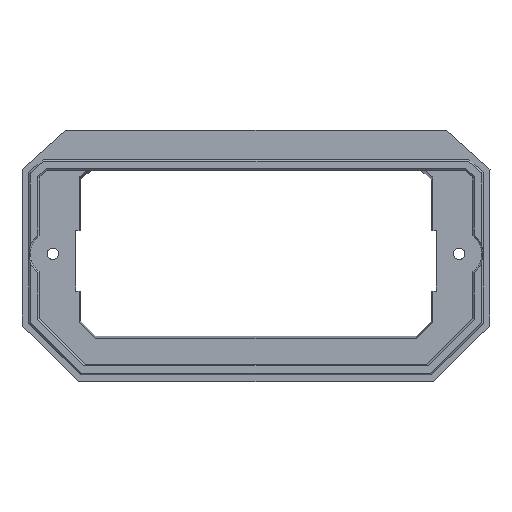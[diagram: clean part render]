
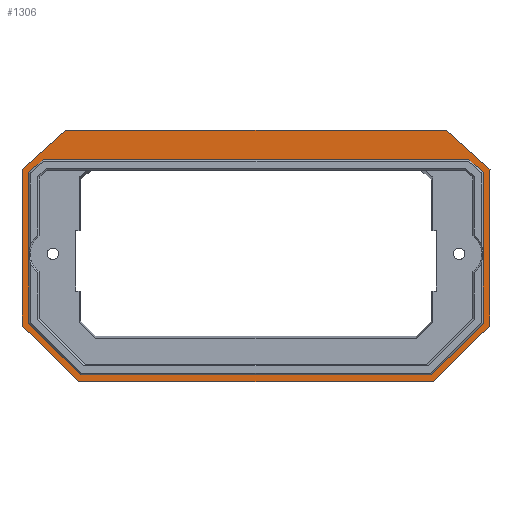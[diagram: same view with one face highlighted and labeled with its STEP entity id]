
A CAD part, front view. The second image highlights one B-rep face of the part: STEP entity #1306.
In plain terms, the highlighted planar face has unit normal (0, -1, 0).
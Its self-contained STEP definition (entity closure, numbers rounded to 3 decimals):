
#26=FACE_BOUND('',#192,.T.);
#115=FACE_OUTER_BOUND('',#191,.T.);
#191=EDGE_LOOP('',(#1088,#1089,#1090,#1091,#1092,#1093,#1094,#1095,#1096,
#1097));
#192=EDGE_LOOP('',(#1098,#1099,#1100,#1101,#1102,#1103,#1104,#1105));
#251=B_SPLINE_CURVE_WITH_KNOTS('',3,(#2205,#2206,#2207,#2208,#2209,#2210),
 .UNSPECIFIED.,.F.,.F.,(4,2,4),(-2.207,-1.104,0.),
 .UNSPECIFIED.);
#252=B_SPLINE_CURVE_WITH_KNOTS('',3,(#2212,#2213,#2214,#2215,#2216,#2217),
 .UNSPECIFIED.,.F.,.F.,(4,2,4),(-0.82,-0.41,0.),
 .UNSPECIFIED.);
#253=B_SPLINE_CURVE_WITH_KNOTS('',3,(#2219,#2220,#2221,#2222,#2223,#2224),
 .UNSPECIFIED.,.F.,.F.,(4,2,4),(-2.684,-1.342,0.),
 .UNSPECIFIED.);
#254=B_SPLINE_CURVE_WITH_KNOTS('',3,(#2226,#2227,#2228,#2229,#2230,#2231),
 .UNSPECIFIED.,.F.,.F.,(4,2,4),(-2.684,-1.342,0.),
 .UNSPECIFIED.);
#255=B_SPLINE_CURVE_WITH_KNOTS('',3,(#2233,#2234,#2235,#2236,#2237,#2238),
 .UNSPECIFIED.,.F.,.F.,(4,2,4),(-0.82,-0.41,0.),
 .UNSPECIFIED.);
#256=B_SPLINE_CURVE_WITH_KNOTS('',3,(#2240,#2241,#2242,#2243,#2244,#2245),
 .UNSPECIFIED.,.F.,.F.,(4,2,4),(-2.207,-1.104,0.),
 .UNSPECIFIED.);
#257=B_SPLINE_CURVE_WITH_KNOTS('',3,(#2247,#2248,#2249,#2250,#2251,#2252),
 .UNSPECIFIED.,.F.,.F.,(4,2,4),(-1.113,-0.556,0.),
 .UNSPECIFIED.);
#258=B_SPLINE_CURVE_WITH_KNOTS('',3,(#2254,#2255,#2256,#2257,#2258,#2259),
 .UNSPECIFIED.,.F.,.F.,(4,2,4),(-2.503,-1.252,0.),
 .UNSPECIFIED.);
#259=B_SPLINE_CURVE_WITH_KNOTS('',3,(#2261,#2262,#2263,#2264,#2265,#2266),
 .UNSPECIFIED.,.F.,.F.,(4,2,4),(-2.503,-1.252,0.),
 .UNSPECIFIED.);
#260=B_SPLINE_CURVE_WITH_KNOTS('',3,(#2267,#2268,#2269,#2270,#2271,#2272),
 .UNSPECIFIED.,.F.,.F.,(4,2,4),(-1.113,-0.556,0.),
 .UNSPECIFIED.);
#308=LINE('',#1944,#420);
#311=LINE('',#1949,#423);
#313=LINE('',#1953,#425);
#331=LINE('',#1996,#443);
#333=LINE('',#2000,#445);
#335=LINE('',#2004,#447);
#337=LINE('',#2008,#449);
#338=LINE('',#2010,#450);
#420=VECTOR('',#1460,10.);
#423=VECTOR('',#1465,10.);
#425=VECTOR('',#1469,10.);
#443=VECTOR('',#1499,10.);
#445=VECTOR('',#1503,10.);
#447=VECTOR('',#1507,10.);
#449=VECTOR('',#1511,10.);
#450=VECTOR('',#1514,10.);
#552=VERTEX_POINT('',#1941);
#553=VERTEX_POINT('',#1943);
#554=VERTEX_POINT('',#1947);
#555=VERTEX_POINT('',#1951);
#568=VERTEX_POINT('',#1994);
#569=VERTEX_POINT('',#1998);
#570=VERTEX_POINT('',#2002);
#571=VERTEX_POINT('',#2006);
#610=VERTEX_POINT('',#2203);
#611=VERTEX_POINT('',#2204);
#612=VERTEX_POINT('',#2211);
#613=VERTEX_POINT('',#2218);
#614=VERTEX_POINT('',#2225);
#615=VERTEX_POINT('',#2232);
#616=VERTEX_POINT('',#2239);
#617=VERTEX_POINT('',#2246);
#618=VERTEX_POINT('',#2253);
#619=VERTEX_POINT('',#2260);
#686=EDGE_CURVE('',#553,#552,#308,.F.);
#689=EDGE_CURVE('',#552,#554,#311,.F.);
#691=EDGE_CURVE('',#554,#555,#313,.F.);
#711=EDGE_CURVE('',#555,#568,#331,.F.);
#713=EDGE_CURVE('',#568,#569,#333,.F.);
#715=EDGE_CURVE('',#569,#570,#335,.F.);
#717=EDGE_CURVE('',#570,#571,#337,.F.);
#718=EDGE_CURVE('',#571,#553,#338,.F.);
#786=EDGE_CURVE('',#610,#611,#251,.T.);
#787=EDGE_CURVE('',#612,#610,#252,.T.);
#788=EDGE_CURVE('',#613,#612,#253,.T.);
#789=EDGE_CURVE('',#614,#613,#254,.T.);
#790=EDGE_CURVE('',#615,#614,#255,.T.);
#791=EDGE_CURVE('',#616,#615,#256,.T.);
#792=EDGE_CURVE('',#617,#616,#257,.T.);
#793=EDGE_CURVE('',#618,#617,#258,.T.);
#794=EDGE_CURVE('',#619,#618,#259,.T.);
#795=EDGE_CURVE('',#611,#619,#260,.T.);
#1088=ORIENTED_EDGE('',*,*,#786,.F.);
#1089=ORIENTED_EDGE('',*,*,#787,.F.);
#1090=ORIENTED_EDGE('',*,*,#788,.F.);
#1091=ORIENTED_EDGE('',*,*,#789,.F.);
#1092=ORIENTED_EDGE('',*,*,#790,.F.);
#1093=ORIENTED_EDGE('',*,*,#791,.F.);
#1094=ORIENTED_EDGE('',*,*,#792,.F.);
#1095=ORIENTED_EDGE('',*,*,#793,.F.);
#1096=ORIENTED_EDGE('',*,*,#794,.F.);
#1097=ORIENTED_EDGE('',*,*,#795,.F.);
#1098=ORIENTED_EDGE('',*,*,#715,.T.);
#1099=ORIENTED_EDGE('',*,*,#717,.T.);
#1100=ORIENTED_EDGE('',*,*,#718,.T.);
#1101=ORIENTED_EDGE('',*,*,#686,.T.);
#1102=ORIENTED_EDGE('',*,*,#689,.T.);
#1103=ORIENTED_EDGE('',*,*,#691,.T.);
#1104=ORIENTED_EDGE('',*,*,#711,.T.);
#1105=ORIENTED_EDGE('',*,*,#713,.T.);
#1250=PLANE('',#1398);
#1306=ADVANCED_FACE('',(#115,#26),#1250,.F.);
#1398=AXIS2_PLACEMENT_3D('',#2202,#1634,#1635);
#1460=DIRECTION('',(0.711,0.,0.703));
#1465=DIRECTION('',(1.,0.,0.));
#1469=DIRECTION('',(0.711,0.,-0.703));
#1499=DIRECTION('',(0.,0.,-1.));
#1503=DIRECTION('',(-0.757,0.,-0.653));
#1507=DIRECTION('',(-1.,0.,0.));
#1511=DIRECTION('',(-0.757,0.,0.653));
#1514=DIRECTION('',(0.,0.,1.));
#1634=DIRECTION('center_axis',(0.,1.,0.));
#1635=DIRECTION('ref_axis',(0.,0.,1.));
#1941=CARTESIAN_POINT('',(24.641,232.6,-21.043));
#1943=CARTESIAN_POINT('',(31.995,232.6,-13.774));
#1944=CARTESIAN_POINT('',(23.006,232.6,-22.66));
#1947=CARTESIAN_POINT('',(-24.641,232.6,-21.043));
#1949=CARTESIAN_POINT('',(-12.351,232.6,-21.043));
#1951=CARTESIAN_POINT('',(-31.995,232.6,-13.774));
#1953=CARTESIAN_POINT('',(-26.727,232.6,-18.981));
#1994=CARTESIAN_POINT('',(-31.995,232.6,7.485));
#1996=CARTESIAN_POINT('',(-31.995,232.6,2.493));
#1998=CARTESIAN_POINT('',(-29.973,232.6,9.23));
#2000=CARTESIAN_POINT('',(-24.282,232.6,14.143));
#2002=CARTESIAN_POINT('',(29.973,232.6,9.23));
#2004=CARTESIAN_POINT('',(15.014,232.6,9.23));
#2006=CARTESIAN_POINT('',(31.995,232.6,7.485));
#2008=CARTESIAN_POINT('',(25.34,232.6,13.229));
#2010=CARTESIAN_POINT('',(31.995,232.6,-8.202));
#2202=CARTESIAN_POINT('Origin',(0.,232.6,-2.568));
#2203=CARTESIAN_POINT('',(32.945,232.6,7.904));
#2204=CARTESIAN_POINT('',(32.945,232.6,-14.169));
#2205=CARTESIAN_POINT('Ctrl Pts',(32.945,232.6,7.904));
#2206=CARTESIAN_POINT('Ctrl Pts',(32.945,232.6,4.225));
#2207=CARTESIAN_POINT('Ctrl Pts',(32.945,232.6,0.546));
#2208=CARTESIAN_POINT('Ctrl Pts',(32.945,232.6,-6.812));
#2209=CARTESIAN_POINT('Ctrl Pts',(32.945,232.6,-10.491));
#2210=CARTESIAN_POINT('Ctrl Pts',(32.945,232.6,-14.169));
#2211=CARTESIAN_POINT('',(26.845,232.6,13.38));
#2212=CARTESIAN_POINT('Ctrl Pts',(26.845,232.6,13.38));
#2213=CARTESIAN_POINT('Ctrl Pts',(27.862,232.6,12.467));
#2214=CARTESIAN_POINT('Ctrl Pts',(28.878,232.6,11.555));
#2215=CARTESIAN_POINT('Ctrl Pts',(30.912,232.6,9.729));
#2216=CARTESIAN_POINT('Ctrl Pts',(31.929,232.6,8.817));
#2217=CARTESIAN_POINT('Ctrl Pts',(32.945,232.6,7.904));
#2218=CARTESIAN_POINT('',(0.,232.6,13.38));
#2219=CARTESIAN_POINT('Ctrl Pts',(0.,232.6,13.38));
#2220=CARTESIAN_POINT('Ctrl Pts',(4.474,232.6,13.38));
#2221=CARTESIAN_POINT('Ctrl Pts',(8.948,232.6,13.38));
#2222=CARTESIAN_POINT('Ctrl Pts',(17.897,232.6,13.38));
#2223=CARTESIAN_POINT('Ctrl Pts',(22.371,232.6,13.38));
#2224=CARTESIAN_POINT('Ctrl Pts',(26.845,232.6,13.38));
#2225=CARTESIAN_POINT('',(-26.845,232.6,13.38));
#2226=CARTESIAN_POINT('Ctrl Pts',(-26.845,232.6,13.38));
#2227=CARTESIAN_POINT('Ctrl Pts',(-22.371,232.6,13.38));
#2228=CARTESIAN_POINT('Ctrl Pts',(-17.897,232.6,13.38));
#2229=CARTESIAN_POINT('Ctrl Pts',(-8.948,232.6,13.38));
#2230=CARTESIAN_POINT('Ctrl Pts',(-4.474,232.6,13.38));
#2231=CARTESIAN_POINT('Ctrl Pts',(0.,232.6,13.38));
#2232=CARTESIAN_POINT('',(-32.945,232.6,7.904));
#2233=CARTESIAN_POINT('Ctrl Pts',(-32.945,232.6,7.904));
#2234=CARTESIAN_POINT('Ctrl Pts',(-31.929,232.6,8.817));
#2235=CARTESIAN_POINT('Ctrl Pts',(-30.912,232.6,9.729));
#2236=CARTESIAN_POINT('Ctrl Pts',(-28.878,232.6,11.555));
#2237=CARTESIAN_POINT('Ctrl Pts',(-27.862,232.6,12.467));
#2238=CARTESIAN_POINT('Ctrl Pts',(-26.845,232.6,13.38));
#2239=CARTESIAN_POINT('',(-32.945,232.6,-14.169));
#2240=CARTESIAN_POINT('Ctrl Pts',(-32.945,232.6,-14.169));
#2241=CARTESIAN_POINT('Ctrl Pts',(-32.945,232.6,-10.491));
#2242=CARTESIAN_POINT('Ctrl Pts',(-32.945,232.6,-6.812));
#2243=CARTESIAN_POINT('Ctrl Pts',(-32.945,232.6,0.546));
#2244=CARTESIAN_POINT('Ctrl Pts',(-32.945,232.6,4.225));
#2245=CARTESIAN_POINT('Ctrl Pts',(-32.945,232.6,7.904));
#2246=CARTESIAN_POINT('',(-25.033,232.6,-21.993));
#2247=CARTESIAN_POINT('Ctrl Pts',(-25.033,232.6,-21.993));
#2248=CARTESIAN_POINT('Ctrl Pts',(-26.351,232.6,-20.689));
#2249=CARTESIAN_POINT('Ctrl Pts',(-27.67,232.6,-19.385));
#2250=CARTESIAN_POINT('Ctrl Pts',(-30.308,232.6,-16.777));
#2251=CARTESIAN_POINT('Ctrl Pts',(-31.626,232.6,-15.473));
#2252=CARTESIAN_POINT('Ctrl Pts',(-32.945,232.6,-14.169));
#2253=CARTESIAN_POINT('',(0.,232.6,-21.993));
#2254=CARTESIAN_POINT('Ctrl Pts',(0.,232.6,-21.993));
#2255=CARTESIAN_POINT('Ctrl Pts',(-4.172,232.6,-21.993));
#2256=CARTESIAN_POINT('Ctrl Pts',(-8.344,232.6,-21.993));
#2257=CARTESIAN_POINT('Ctrl Pts',(-16.688,232.6,-21.993));
#2258=CARTESIAN_POINT('Ctrl Pts',(-20.861,232.6,-21.993));
#2259=CARTESIAN_POINT('Ctrl Pts',(-25.033,232.6,-21.993));
#2260=CARTESIAN_POINT('',(25.033,232.6,-21.993));
#2261=CARTESIAN_POINT('Ctrl Pts',(25.033,232.6,-21.993));
#2262=CARTESIAN_POINT('Ctrl Pts',(20.861,232.6,-21.993));
#2263=CARTESIAN_POINT('Ctrl Pts',(16.688,232.6,-21.993));
#2264=CARTESIAN_POINT('Ctrl Pts',(8.344,232.6,-21.993));
#2265=CARTESIAN_POINT('Ctrl Pts',(4.172,232.6,-21.993));
#2266=CARTESIAN_POINT('Ctrl Pts',(0.,232.6,-21.993));
#2267=CARTESIAN_POINT('Ctrl Pts',(32.945,232.6,-14.169));
#2268=CARTESIAN_POINT('Ctrl Pts',(31.626,232.6,-15.473));
#2269=CARTESIAN_POINT('Ctrl Pts',(30.308,232.6,-16.777));
#2270=CARTESIAN_POINT('Ctrl Pts',(27.67,232.6,-19.385));
#2271=CARTESIAN_POINT('Ctrl Pts',(26.351,232.6,-20.689));
#2272=CARTESIAN_POINT('Ctrl Pts',(25.033,232.6,-21.993));
